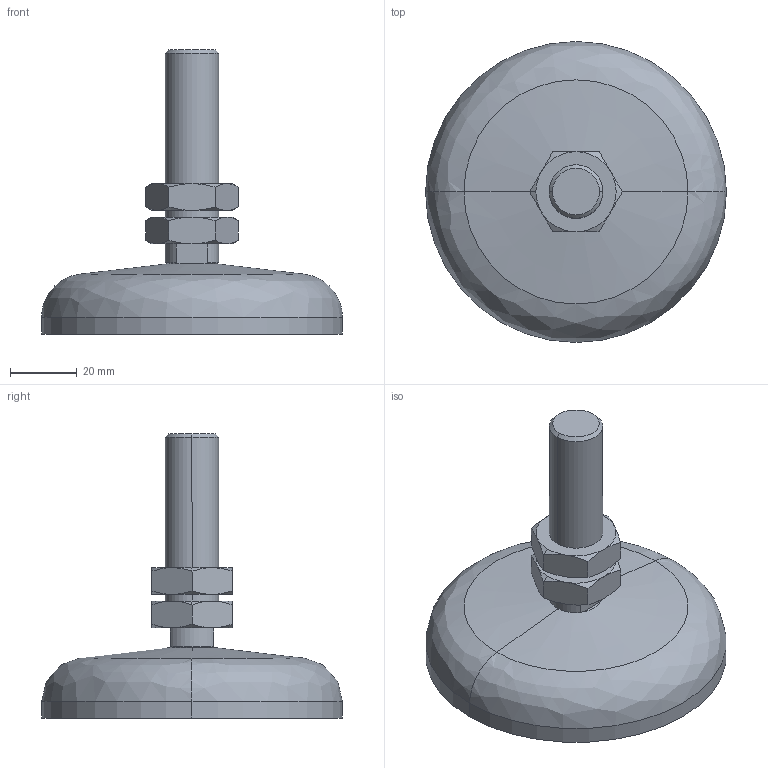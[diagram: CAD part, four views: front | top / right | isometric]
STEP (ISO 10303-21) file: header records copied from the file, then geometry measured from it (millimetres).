
FILE_DESCRIPTION (( 'STEP AP214' ), '1' );
FILE_NAME ('6411016', '2019-02-01T14:31:24', ( '' ), ('JUGARD+KÜNSTNER GmbH'), 'SwSTEP 2.0', 'SolidWorks 2017', '' );
FILE_SCHEMA (( 'AUTOMOTIVE_DESIGN' ));
Length unit declared in the file: millimetre
Products named in the file (1): 6411016_CNAJF00
Bounding box: 90 x 90 x 85 mm (x, y, z)
Volume: 60516.7 mm3; surface area: 23887.4 mm2
Topology: 1 solids, 2 shells, 89 faces, 191 edges, 111 vertices
Faces by surface type: cone 36, plane 25, cylinder 19, bspline 9
Entity records: 2652 total; most frequent: CARTESIAN_POINT 777, DIRECTION 385, ORIENTED_EDGE 378, EDGE_CURVE 189, AXIS2_PLACEMENT_3D 167, VERTEX_POINT 111, EDGE_LOOP 98, ADVANCED_FACE 89
